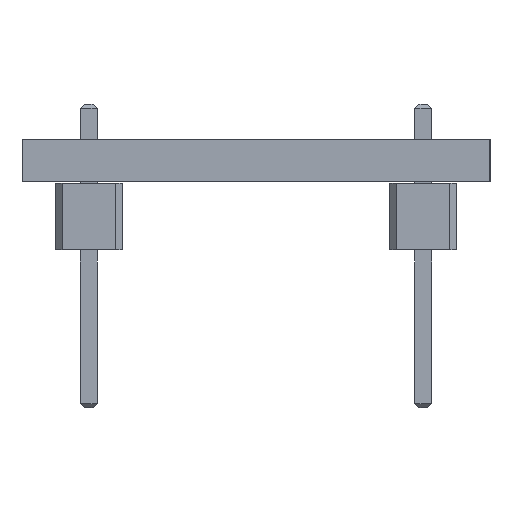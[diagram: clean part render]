
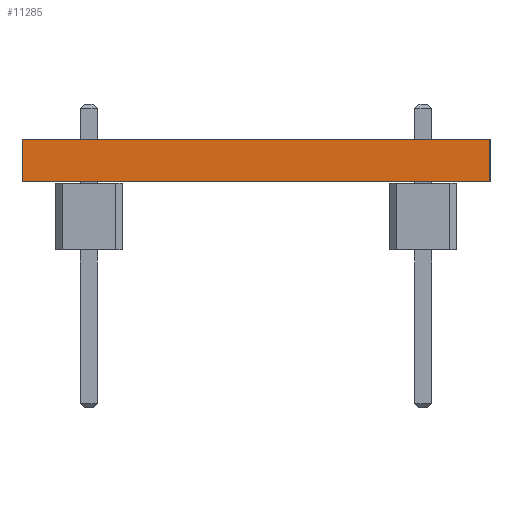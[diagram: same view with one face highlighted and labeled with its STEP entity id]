
A CAD part, left-side view. The second image highlights one B-rep face of the part: STEP entity #11285.
In plain terms, the highlighted planar face has unit normal (-1, 0, 0).
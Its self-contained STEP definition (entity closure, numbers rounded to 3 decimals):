
#11285 = ADVANCED_FACE('',(#11286),#11300,.T.);
#11286 = FACE_BOUND('',#11287,.T.);
#11287 = EDGE_LOOP('',(#11288,#11323,#11351,#11379));
#11288 = ORIENTED_EDGE('',*,*,#11289,.T.);
#11289 = EDGE_CURVE('',#11290,#11292,#11294,.T.);
#11290 = VERTEX_POINT('',#11291);
#11291 = CARTESIAN_POINT('',(132.08,-60.96,0.));
#11292 = VERTEX_POINT('',#11293);
#11293 = CARTESIAN_POINT('',(132.08,-60.96,1.6));
#11294 = SURFACE_CURVE('',#11295,(#11299,#11311),.PCURVE_S1.);
#11295 = LINE('',#11296,#11297);
#11296 = CARTESIAN_POINT('',(132.08,-60.96,0.));
#11297 = VECTOR('',#11298,1.);
#11298 = DIRECTION('',(0.,0.,1.));
#11299 = PCURVE('',#11300,#11305);
#11300 = PLANE('',#11301);
#11301 = AXIS2_PLACEMENT_3D('',#11302,#11303,#11304);
#11302 = CARTESIAN_POINT('',(132.08,-60.96,0.));
#11303 = DIRECTION('',(-1.,0.,0.));
#11304 = DIRECTION('',(0.,1.,0.));
#11305 = DEFINITIONAL_REPRESENTATION('',(#11306),#11310);
#11306 = LINE('',#11307,#11308);
#11307 = CARTESIAN_POINT('',(0.,0.));
#11308 = VECTOR('',#11309,1.);
#11309 = DIRECTION('',(0.,-1.));
#11310 = ( GEOMETRIC_REPRESENTATION_CONTEXT(2) 
PARAMETRIC_REPRESENTATION_CONTEXT() REPRESENTATION_CONTEXT('2D SPACE',''
  ) );
#11311 = PCURVE('',#11312,#11317);
#11312 = PLANE('',#11313);
#11313 = AXIS2_PLACEMENT_3D('',#11314,#11315,#11316);
#11314 = CARTESIAN_POINT('',(160.02,-60.96,0.));
#11315 = DIRECTION('',(0.,-1.,0.));
#11316 = DIRECTION('',(-1.,0.,0.));
#11317 = DEFINITIONAL_REPRESENTATION('',(#11318),#11322);
#11318 = LINE('',#11319,#11320);
#11319 = CARTESIAN_POINT('',(27.94,0.));
#11320 = VECTOR('',#11321,1.);
#11321 = DIRECTION('',(0.,-1.));
#11322 = ( GEOMETRIC_REPRESENTATION_CONTEXT(2) 
PARAMETRIC_REPRESENTATION_CONTEXT() REPRESENTATION_CONTEXT('2D SPACE',''
  ) );
#11323 = ORIENTED_EDGE('',*,*,#11324,.T.);
#11324 = EDGE_CURVE('',#11292,#11325,#11327,.T.);
#11325 = VERTEX_POINT('',#11326);
#11326 = CARTESIAN_POINT('',(132.08,-43.18,1.6));
#11327 = SURFACE_CURVE('',#11328,(#11332,#11339),.PCURVE_S1.);
#11328 = LINE('',#11329,#11330);
#11329 = CARTESIAN_POINT('',(132.08,-60.96,1.6));
#11330 = VECTOR('',#11331,1.);
#11331 = DIRECTION('',(0.,1.,0.));
#11332 = PCURVE('',#11300,#11333);
#11333 = DEFINITIONAL_REPRESENTATION('',(#11334),#11338);
#11334 = LINE('',#11335,#11336);
#11335 = CARTESIAN_POINT('',(0.,-1.6));
#11336 = VECTOR('',#11337,1.);
#11337 = DIRECTION('',(1.,0.));
#11338 = ( GEOMETRIC_REPRESENTATION_CONTEXT(2) 
PARAMETRIC_REPRESENTATION_CONTEXT() REPRESENTATION_CONTEXT('2D SPACE',''
  ) );
#11339 = PCURVE('',#11340,#11345);
#11340 = PLANE('',#11341);
#11341 = AXIS2_PLACEMENT_3D('',#11342,#11343,#11344);
#11342 = CARTESIAN_POINT('',(146.05,-52.07,1.6));
#11343 = DIRECTION('',(0.,0.,-1.));
#11344 = DIRECTION('',(-1.,0.,0.));
#11345 = DEFINITIONAL_REPRESENTATION('',(#11346),#11350);
#11346 = LINE('',#11347,#11348);
#11347 = CARTESIAN_POINT('',(13.97,-8.89));
#11348 = VECTOR('',#11349,1.);
#11349 = DIRECTION('',(0.,1.));
#11350 = ( GEOMETRIC_REPRESENTATION_CONTEXT(2) 
PARAMETRIC_REPRESENTATION_CONTEXT() REPRESENTATION_CONTEXT('2D SPACE',''
  ) );
#11351 = ORIENTED_EDGE('',*,*,#11352,.F.);
#11352 = EDGE_CURVE('',#11353,#11325,#11355,.T.);
#11353 = VERTEX_POINT('',#11354);
#11354 = CARTESIAN_POINT('',(132.08,-43.18,0.));
#11355 = SURFACE_CURVE('',#11356,(#11360,#11367),.PCURVE_S1.);
#11356 = LINE('',#11357,#11358);
#11357 = CARTESIAN_POINT('',(132.08,-43.18,0.));
#11358 = VECTOR('',#11359,1.);
#11359 = DIRECTION('',(0.,0.,1.));
#11360 = PCURVE('',#11300,#11361);
#11361 = DEFINITIONAL_REPRESENTATION('',(#11362),#11366);
#11362 = LINE('',#11363,#11364);
#11363 = CARTESIAN_POINT('',(17.78,0.));
#11364 = VECTOR('',#11365,1.);
#11365 = DIRECTION('',(0.,-1.));
#11366 = ( GEOMETRIC_REPRESENTATION_CONTEXT(2) 
PARAMETRIC_REPRESENTATION_CONTEXT() REPRESENTATION_CONTEXT('2D SPACE',''
  ) );
#11367 = PCURVE('',#11368,#11373);
#11368 = PLANE('',#11369);
#11369 = AXIS2_PLACEMENT_3D('',#11370,#11371,#11372);
#11370 = CARTESIAN_POINT('',(132.08,-43.18,0.));
#11371 = DIRECTION('',(0.,1.,0.));
#11372 = DIRECTION('',(1.,0.,0.));
#11373 = DEFINITIONAL_REPRESENTATION('',(#11374),#11378);
#11374 = LINE('',#11375,#11376);
#11375 = CARTESIAN_POINT('',(0.,0.));
#11376 = VECTOR('',#11377,1.);
#11377 = DIRECTION('',(0.,-1.));
#11378 = ( GEOMETRIC_REPRESENTATION_CONTEXT(2) 
PARAMETRIC_REPRESENTATION_CONTEXT() REPRESENTATION_CONTEXT('2D SPACE',''
  ) );
#11379 = ORIENTED_EDGE('',*,*,#11380,.F.);
#11380 = EDGE_CURVE('',#11290,#11353,#11381,.T.);
#11381 = SURFACE_CURVE('',#11382,(#11386,#11393),.PCURVE_S1.);
#11382 = LINE('',#11383,#11384);
#11383 = CARTESIAN_POINT('',(132.08,-60.96,0.));
#11384 = VECTOR('',#11385,1.);
#11385 = DIRECTION('',(0.,1.,0.));
#11386 = PCURVE('',#11300,#11387);
#11387 = DEFINITIONAL_REPRESENTATION('',(#11388),#11392);
#11388 = LINE('',#11389,#11390);
#11389 = CARTESIAN_POINT('',(0.,0.));
#11390 = VECTOR('',#11391,1.);
#11391 = DIRECTION('',(1.,0.));
#11392 = ( GEOMETRIC_REPRESENTATION_CONTEXT(2) 
PARAMETRIC_REPRESENTATION_CONTEXT() REPRESENTATION_CONTEXT('2D SPACE',''
  ) );
#11393 = PCURVE('',#11394,#11399);
#11394 = PLANE('',#11395);
#11395 = AXIS2_PLACEMENT_3D('',#11396,#11397,#11398);
#11396 = CARTESIAN_POINT('',(146.05,-52.07,0.));
#11397 = DIRECTION('',(0.,0.,-1.));
#11398 = DIRECTION('',(-1.,0.,0.));
#11399 = DEFINITIONAL_REPRESENTATION('',(#11400),#11404);
#11400 = LINE('',#11401,#11402);
#11401 = CARTESIAN_POINT('',(13.97,-8.89));
#11402 = VECTOR('',#11403,1.);
#11403 = DIRECTION('',(0.,1.));
#11404 = ( GEOMETRIC_REPRESENTATION_CONTEXT(2) 
PARAMETRIC_REPRESENTATION_CONTEXT() REPRESENTATION_CONTEXT('2D SPACE',''
  ) );
